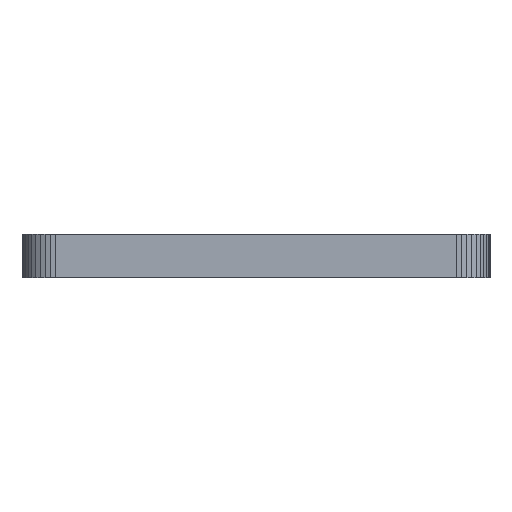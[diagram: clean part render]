
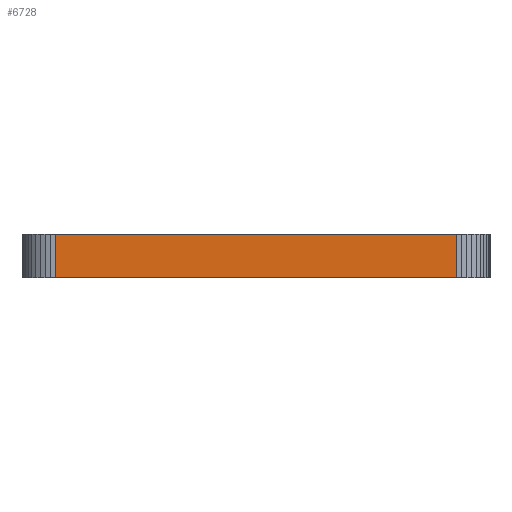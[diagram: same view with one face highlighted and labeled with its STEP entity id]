
A CAD part, left-side view. The second image highlights one B-rep face of the part: STEP entity #6728.
In plain terms, the highlighted planar face has unit normal (-1, 0, 0).
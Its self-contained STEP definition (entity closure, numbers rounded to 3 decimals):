
#368 = VERTEX_POINT ( 'NONE', #21957 ) ;
#724 = EDGE_CURVE ( 'NONE', #5556, #9652, #26905, .T. ) ;
#1539 = CARTESIAN_POINT ( 'NONE',  ( -107., -60., 5. ) ) ;
#1915 = ORIENTED_EDGE ( 'NONE', *, *, #2043, .F. ) ;
#1930 = DIRECTION ( 'NONE',  ( 0., 1., 0. ) ) ;
#2043 = EDGE_CURVE ( 'NONE', #12858, #368, #32211, .T. ) ;
#3010 = ORIENTED_EDGE ( 'NONE', *, *, #724, .F. ) ;
#3276 = EDGE_LOOP ( 'NONE', ( #1915, #26957, #3010, #23896, #9948, #22375 ) ) ;
#3338 = VECTOR ( 'NONE', #10748, 1000. ) ;
#4017 = DIRECTION ( 'NONE',  ( 0., 0., -1. ) ) ;
#4072 = EDGE_CURVE ( 'NONE', #9652, #12858, #29685, .T. ) ;
#4128 = LINE ( 'NONE', #8224, #3338 ) ;
#4763 = LINE ( 'NONE', #7985, #30831 ) ;
#5346 = VECTOR ( 'NONE', #13104, 1000. ) ;
#5556 = VERTEX_POINT ( 'NONE', #11038 ) ;
#6728 = ADVANCED_FACE ( 'NONE', ( #17998 ), #24152, .F. ) ;
#7341 = AXIS2_PLACEMENT_3D ( 'NONE', #14009, #9061, #26694 ) ;
#7985 = CARTESIAN_POINT ( 'NONE',  ( -107., 60., -7.99 ) ) ;
#8224 = CARTESIAN_POINT ( 'NONE',  ( -107., -60., -7.99 ) ) ;
#9061 = DIRECTION ( 'NONE',  ( 1., 0., 0. ) ) ;
#9652 = VERTEX_POINT ( 'NONE', #13950 ) ;
#9948 = ORIENTED_EDGE ( 'NONE', *, *, #16626, .T. ) ;
#10748 = DIRECTION ( 'NONE',  ( 0., 0., 1. ) ) ;
#10829 = CARTESIAN_POINT ( 'NONE',  ( -107., 60., 5. ) ) ;
#11038 = CARTESIAN_POINT ( 'NONE',  ( -107., -60., -7.99 ) ) ;
#12858 = VERTEX_POINT ( 'NONE', #23713 ) ;
#13104 = DIRECTION ( 'NONE',  ( 0., 0., 1. ) ) ;
#13950 = CARTESIAN_POINT ( 'NONE',  ( -107., -60., -8. ) ) ;
#14009 = CARTESIAN_POINT ( 'NONE',  ( -107., 0., 0. ) ) ;
#14021 = CARTESIAN_POINT ( 'NONE',  ( -107., -60., -7.99 ) ) ;
#14168 = DIRECTION ( 'NONE',  ( 0., 1., 0. ) ) ;
#16626 = EDGE_CURVE ( 'NONE', #23881, #27268, #17061, .T. ) ;
#17061 = LINE ( 'NONE', #29333, #18624 ) ;
#17998 = FACE_OUTER_BOUND ( 'NONE', #3276, .T. ) ;
#18624 = VECTOR ( 'NONE', #14168, 1000. ) ;
#20581 = CARTESIAN_POINT ( 'NONE',  ( -107., 60., -8. ) ) ;
#21957 = CARTESIAN_POINT ( 'NONE',  ( -107., 60., -7.99 ) ) ;
#22128 = VECTOR ( 'NONE', #1930, 1000. ) ;
#22375 = ORIENTED_EDGE ( 'NONE', *, *, #25474, .F. ) ;
#23713 = CARTESIAN_POINT ( 'NONE',  ( -107., 60., -8. ) ) ;
#23881 = VERTEX_POINT ( 'NONE', #1539 ) ;
#23896 = ORIENTED_EDGE ( 'NONE', *, *, #28472, .T. ) ;
#24152 = PLANE ( 'NONE',  #7341 ) ;
#25474 = EDGE_CURVE ( 'NONE', #368, #27268, #4763, .T. ) ;
#26104 = VECTOR ( 'NONE', #4017, 1000. ) ;
#26694 = DIRECTION ( 'NONE',  ( 0., 0., -1. ) ) ;
#26905 = LINE ( 'NONE', #14021, #26104 ) ;
#26957 = ORIENTED_EDGE ( 'NONE', *, *, #4072, .F. ) ;
#27268 = VERTEX_POINT ( 'NONE', #10829 ) ;
#28472 = EDGE_CURVE ( 'NONE', #5556, #23881, #4128, .T. ) ;
#29333 = CARTESIAN_POINT ( 'NONE',  ( -107., -60., 5. ) ) ;
#29641 = CARTESIAN_POINT ( 'NONE',  ( -107., -60., -8. ) ) ;
#29685 = LINE ( 'NONE', #29641, #22128 ) ;
#30736 = DIRECTION ( 'NONE',  ( 0., 0., 1. ) ) ;
#30831 = VECTOR ( 'NONE', #30736, 1000. ) ;
#32211 = LINE ( 'NONE', #20581, #5346 ) ;
